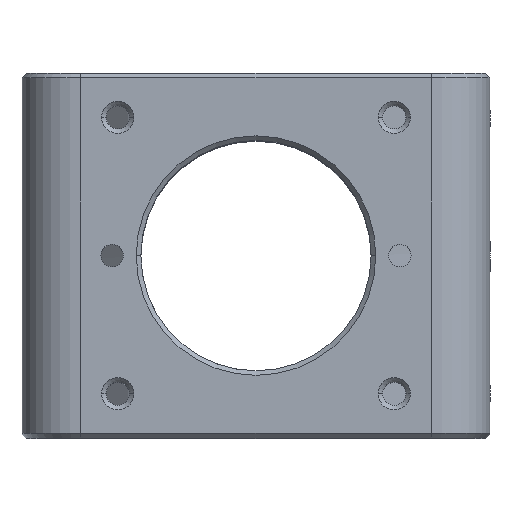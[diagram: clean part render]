
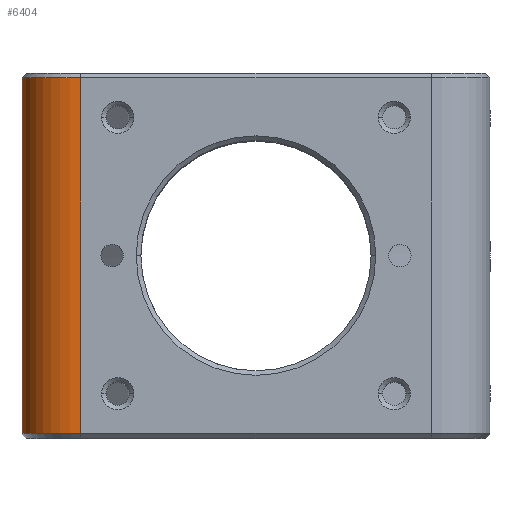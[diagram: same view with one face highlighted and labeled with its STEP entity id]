
A CAD part, top view. The second image highlights one B-rep face of the part: STEP entity #6404.
In plain terms, the highlighted cylindrical face has radius 6.35 mm (diameter 12.7 mm), a partial arc.
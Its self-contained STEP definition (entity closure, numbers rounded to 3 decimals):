
#39 = CARTESIAN_POINT ( 'NONE',  ( -25.4, 19.8, 19.05 ) ) ;
#128 = CIRCLE ( 'NONE', #6397, 6.35 ) ;
#175 = VERTEX_POINT ( 'NONE', #696 ) ;
#696 = CARTESIAN_POINT ( 'NONE',  ( -19.05, 19.3, 25.4 ) ) ;
#1061 = AXIS2_PLACEMENT_3D ( 'NONE', #1703, #5208, #6429 ) ;
#1085 = CIRCLE ( 'NONE', #5788, 6.35 ) ;
#1239 = DIRECTION ( 'NONE',  ( 0., -1., 0. ) ) ;
#1386 = EDGE_CURVE ( 'NONE', #1835, #6422, #1085, .T. ) ;
#1438 = DIRECTION ( 'NONE',  ( 0., 0., 1. ) ) ;
#1703 = CARTESIAN_POINT ( 'NONE',  ( -19.05, 0., 19.05 ) ) ;
#1724 = VERTEX_POINT ( 'NONE', #6240 ) ;
#1835 = VERTEX_POINT ( 'NONE', #2535 ) ;
#2180 = CARTESIAN_POINT ( 'NONE',  ( -19.05, 19.3, 19.05 ) ) ;
#2213 = DIRECTION ( 'NONE',  ( 0., -1., 0. ) ) ;
#2535 = CARTESIAN_POINT ( 'NONE',  ( -25.4, -19.3, 19.05 ) ) ;
#2633 = DIRECTION ( 'NONE',  ( 0., 1., 0. ) ) ;
#2970 = CYLINDRICAL_SURFACE ( 'NONE', #1061, 6.35 ) ;
#3472 = CARTESIAN_POINT ( 'NONE',  ( -19.05, -19.3, 25.4 ) ) ;
#3887 = ORIENTED_EDGE ( 'NONE', *, *, #6723, .F. ) ;
#4033 = DIRECTION ( 'NONE',  ( 0., 0., -1. ) ) ;
#4128 = DIRECTION ( 'NONE',  ( 0., 1., 0. ) ) ;
#5023 = ORIENTED_EDGE ( 'NONE', *, *, #6238, .T. ) ;
#5092 = LINE ( 'NONE', #7082, #7014 ) ;
#5208 = DIRECTION ( 'NONE',  ( 0., 1., 0. ) ) ;
#5211 = EDGE_CURVE ( 'NONE', #175, #6422, #5092, .T. ) ;
#5438 = ORIENTED_EDGE ( 'NONE', *, *, #1386, .T. ) ;
#5578 = CARTESIAN_POINT ( 'NONE',  ( -19.05, -19.3, 19.05 ) ) ;
#5788 = AXIS2_PLACEMENT_3D ( 'NONE', #5578, #2633, #1438 ) ;
#5792 = FACE_OUTER_BOUND ( 'NONE', #7118, .T. ) ;
#6238 = EDGE_CURVE ( 'NONE', #175, #1724, #128, .T. ) ;
#6240 = CARTESIAN_POINT ( 'NONE',  ( -25.4, 19.3, 19.05 ) ) ;
#6326 = ORIENTED_EDGE ( 'NONE', *, *, #5211, .F. ) ;
#6397 = AXIS2_PLACEMENT_3D ( 'NONE', #2180, #2213, #4033 ) ;
#6404 = ADVANCED_FACE ( 'NONE', ( #5792 ), #2970, .T. ) ;
#6422 = VERTEX_POINT ( 'NONE', #3472 ) ;
#6423 = LINE ( 'NONE', #39, #6692 ) ;
#6429 = DIRECTION ( 'NONE',  ( -1., 0., 0. ) ) ;
#6692 = VECTOR ( 'NONE', #4128, 1000. ) ;
#6723 = EDGE_CURVE ( 'NONE', #1835, #1724, #6423, .T. ) ;
#7014 = VECTOR ( 'NONE', #1239, 1000. ) ;
#7082 = CARTESIAN_POINT ( 'NONE',  ( -19.05, -19.8, 25.4 ) ) ;
#7118 = EDGE_LOOP ( 'NONE', ( #3887, #5438, #6326, #5023 ) ) ;
